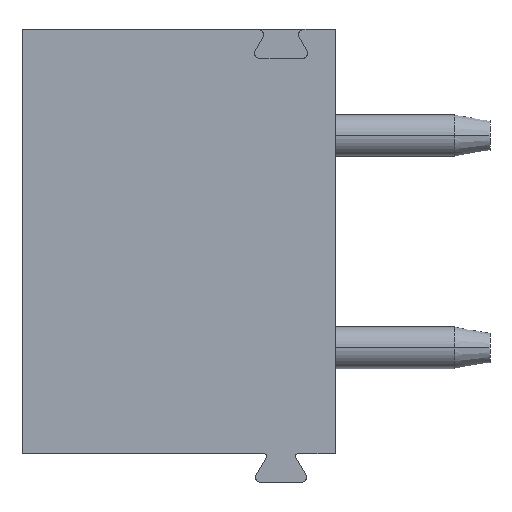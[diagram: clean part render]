
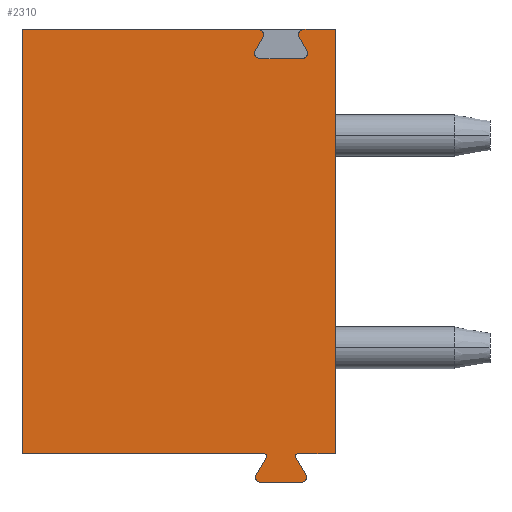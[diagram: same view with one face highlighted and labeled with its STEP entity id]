
A CAD part, front view. The second image highlights one B-rep face of the part: STEP entity #2310.
In plain terms, the highlighted planar face has unit normal (0, -1, 0).
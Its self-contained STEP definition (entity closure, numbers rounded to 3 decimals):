
#21=DIRECTION('',(1.,0.,0.));
#22=VECTOR('',#21,5.652);
#23=CARTESIAN_POINT('',(-3.75,-5.,7.62));
#24=LINE('',#23,#22);
#49=DIRECTION('',(1.,0.,0.));
#50=VECTOR('',#49,0.752);
#51=CARTESIAN_POINT('',(2.998,-5.,7.62));
#52=LINE('',#51,#50);
#93=CARTESIAN_POINT('',(1.902,-5.,7.491));
#94=DIRECTION('',(0.,-1.,0.));
#95=DIRECTION('',(0.866,0.,-0.5));
#96=AXIS2_PLACEMENT_3D('',#93,#94,#95);
#98=DIRECTION('',(-0.5,0.,-0.866));
#99=VECTOR('',#98,0.362);
#100=CARTESIAN_POINT('',(2.013,-5.,7.427));
#101=LINE('',#100,#99);
#102=CARTESIAN_POINT('',(1.944,-5.,7.049));
#103=DIRECTION('',(0.,-1.,0.));
#104=DIRECTION('',(-0.866,0.,0.5));
#105=AXIS2_PLACEMENT_3D('',#102,#103,#104);
#107=DIRECTION('',(1.,0.,0.));
#108=VECTOR('',#107,1.012);
#109=CARTESIAN_POINT('',(1.944,-5.,6.92));
#110=LINE('',#109,#108);
#111=CARTESIAN_POINT('',(2.956,-5.,7.049));
#112=DIRECTION('',(0.,-1.,0.));
#113=DIRECTION('',(0.,0.,-1.));
#114=AXIS2_PLACEMENT_3D('',#111,#112,#113);
#116=DIRECTION('',(-0.5,0.,0.866));
#117=VECTOR('',#116,0.362);
#118=CARTESIAN_POINT('',(3.067,-5.,7.113));
#119=LINE('',#118,#117);
#120=CARTESIAN_POINT('',(2.998,-5.,7.491));
#121=DIRECTION('',(0.,-1.,0.));
#122=DIRECTION('',(0.,0.,1.));
#123=AXIS2_PLACEMENT_3D('',#120,#121,#122);
#125=CARTESIAN_POINT('',(2.844,-5.,-2.59));
#126=DIRECTION('',(0.,1.,0.));
#127=DIRECTION('',(-0.866,0.,-0.5));
#128=AXIS2_PLACEMENT_3D('',#125,#126,#127);
#130=DIRECTION('',(-0.5,0.,0.866));
#131=VECTOR('',#130,0.481);
#132=CARTESIAN_POINT('',(3.041,-5.,-3.032));
#133=LINE('',#132,#131);
#134=CARTESIAN_POINT('',(2.93,-5.,-3.096));
#135=DIRECTION('',(0.,-1.,0.));
#136=DIRECTION('',(0.,0.,-1.));
#137=AXIS2_PLACEMENT_3D('',#134,#135,#136);
#139=DIRECTION('',(1.,0.,0.));
#140=VECTOR('',#139,0.96);
#141=CARTESIAN_POINT('',(1.97,-5.,-3.225));
#142=LINE('',#141,#140);
#143=CARTESIAN_POINT('',(1.97,-5.,-3.096));
#144=DIRECTION('',(0.,-1.,0.));
#145=DIRECTION('',(-0.866,0.,0.5));
#146=AXIS2_PLACEMENT_3D('',#143,#144,#145);
#148=DIRECTION('',(-0.5,0.,-0.866));
#149=VECTOR('',#148,0.481);
#150=CARTESIAN_POINT('',(2.099,-5.,-2.615));
#151=LINE('',#150,#149);
#152=CARTESIAN_POINT('',(2.056,-5.,-2.59));
#153=DIRECTION('',(0.,1.,0.));
#154=DIRECTION('',(0.,0.,1.));
#155=AXIS2_PLACEMENT_3D('',#152,#153,#154);
#157=DIRECTION('',(0.,0.,-1.));
#158=VECTOR('',#157,10.16);
#159=CARTESIAN_POINT('',(-3.75,-5.,7.62));
#160=LINE('',#159,#158);
#181=DIRECTION('',(0.,0.,-1.));
#182=VECTOR('',#181,10.16);
#183=CARTESIAN_POINT('',(3.75,-5.,7.62));
#184=LINE('',#183,#182);
#911=DIRECTION('',(1.,0.,0.));
#912=VECTOR('',#911,0.906);
#913=CARTESIAN_POINT('',(2.844,-5.,-2.54));
#914=LINE('',#913,#912);
#939=DIRECTION('',(1.,0.,0.));
#940=VECTOR('',#939,5.806);
#941=CARTESIAN_POINT('',(-3.75,-5.,-2.54));
#942=LINE('',#941,#940);
#1757=CARTESIAN_POINT('',(-3.75,-5.,7.62));
#1758=VERTEX_POINT('',#1757);
#1759=CARTESIAN_POINT('',(3.75,-5.,7.62));
#1761=VERTEX_POINT('',#1759);
#1771=CARTESIAN_POINT('',(-3.75,-5.,-2.54));
#1772=VERTEX_POINT('',#1771);
#1773=CARTESIAN_POINT('',(3.75,-5.,-2.54));
#1775=VERTEX_POINT('',#1773);
#1779=CARTESIAN_POINT('',(3.041,-5.,
-3.032));
#1780=CARTESIAN_POINT('',(2.801,-5.,
-2.615));
#1781=VERTEX_POINT('',#1779);
#1782=VERTEX_POINT('',#1780);
#1783=CARTESIAN_POINT('',(2.099,-5.,
-2.615));
#1784=CARTESIAN_POINT('',(1.859,-5.,
-3.032));
#1785=VERTEX_POINT('',#1783);
#1786=VERTEX_POINT('',#1784);
#1787=CARTESIAN_POINT('',(1.97,-5.,
-3.225));
#1788=VERTEX_POINT('',#1787);
#1789=CARTESIAN_POINT('',(2.93,-5.,
-3.225));
#1790=VERTEX_POINT('',#1789);
#1807=CARTESIAN_POINT('',(2.844,-5.,-2.54));
#1808=VERTEX_POINT('',#1807);
#1809=CARTESIAN_POINT('',(2.056,-5.,-2.54));
#1810=VERTEX_POINT('',#1809);
#1827=CARTESIAN_POINT('',(1.902,-5.,7.62));
#1828=VERTEX_POINT('',#1827);
#1829=CARTESIAN_POINT('',(2.998,-5.,7.62));
#1830=VERTEX_POINT('',#1829);
#1831=CARTESIAN_POINT('',(2.013,-5.,7.427));
#1832=VERTEX_POINT('',#1831);
#1833=CARTESIAN_POINT('',(1.833,-5.,7.113));
#1834=VERTEX_POINT('',#1833);
#1835=CARTESIAN_POINT('',(1.944,-5.,6.92));
#1836=VERTEX_POINT('',#1835);
#1837=CARTESIAN_POINT('',(2.956,-5.,6.92));
#1838=VERTEX_POINT('',#1837);
#1839=CARTESIAN_POINT('',(3.067,-5.,7.113));
#1840=VERTEX_POINT('',#1839);
#1841=CARTESIAN_POINT('',(2.887,-5.,7.427));
#1842=VERTEX_POINT('',#1841);
#2266=CARTESIAN_POINT('',(-3.75,-5.,7.62));
#2267=DIRECTION('',(0.,-1.,0.));
#2268=DIRECTION('',(1.,0.,0.));
#2269=AXIS2_PLACEMENT_3D('',#2266,#2267,#2268);
#2270=PLANE('',#2269);
#2272=ORIENTED_EDGE('',*,*,#2271,.F.);
#2274=ORIENTED_EDGE('',*,*,#2273,.T.);
#2276=ORIENTED_EDGE('',*,*,#2275,.T.);
#2278=ORIENTED_EDGE('',*,*,#2277,.T.);
#2280=ORIENTED_EDGE('',*,*,#2279,.T.);
#2282=ORIENTED_EDGE('',*,*,#2281,.T.);
#2283=ORIENTED_EDGE('',*,*,#2258,.F.);
#2284=ORIENTED_EDGE('',*,*,#2222,.T.);
#2286=ORIENTED_EDGE('',*,*,#2285,.T.);
#2288=ORIENTED_EDGE('',*,*,#2287,.F.);
#2290=ORIENTED_EDGE('',*,*,#2289,.F.);
#2292=ORIENTED_EDGE('',*,*,#2291,.F.);
#2294=ORIENTED_EDGE('',*,*,#2293,.F.);
#2296=ORIENTED_EDGE('',*,*,#2295,.F.);
#2298=ORIENTED_EDGE('',*,*,#2297,.F.);
#2300=ORIENTED_EDGE('',*,*,#2299,.F.);
#2302=ORIENTED_EDGE('',*,*,#2301,.F.);
#2304=ORIENTED_EDGE('',*,*,#2303,.F.);
#2306=ORIENTED_EDGE('',*,*,#2305,.F.);
#2307=ORIENTED_EDGE('',*,*,#2208,.T.);
#2308=EDGE_LOOP('',(#2272,#2274,#2276,#2278,#2280,#2282,#2283,#2284,#2286,#2288,
#2290,#2292,#2294,#2296,#2298,#2300,#2302,#2304,#2306,#2307));
#2309=FACE_OUTER_BOUND('',#2308,.F.);
#97=CIRCLE('',#96,0.129);
#106=CIRCLE('',#105,0.129);
#115=CIRCLE('',#114,0.129);
#124=CIRCLE('',#123,0.129);
#129=CIRCLE('',#128,0.05);
#138=CIRCLE('',#137,0.129);
#147=CIRCLE('',#146,0.129);
#156=CIRCLE('',#155,0.05);
#2208=EDGE_CURVE('',#1758,#1828,#24,.T.);
#2222=EDGE_CURVE('',#1830,#1761,#52,.T.);
#2258=EDGE_CURVE('',#1830,#1842,#124,.T.);
#2271=EDGE_CURVE('',#1832,#1828,#97,.T.);
#2273=EDGE_CURVE('',#1832,#1834,#101,.T.);
#2275=EDGE_CURVE('',#1834,#1836,#106,.T.);
#2277=EDGE_CURVE('',#1836,#1838,#110,.T.);
#2279=EDGE_CURVE('',#1838,#1840,#115,.T.);
#2281=EDGE_CURVE('',#1840,#1842,#119,.T.);
#2285=EDGE_CURVE('',#1761,#1775,#184,.T.);
#2287=EDGE_CURVE('',#1808,#1775,#914,.T.);
#2289=EDGE_CURVE('',#1782,#1808,#129,.T.);
#2291=EDGE_CURVE('',#1781,#1782,#133,.T.);
#2293=EDGE_CURVE('',#1790,#1781,#138,.T.);
#2295=EDGE_CURVE('',#1788,#1790,#142,.T.);
#2297=EDGE_CURVE('',#1786,#1788,#147,.T.);
#2299=EDGE_CURVE('',#1785,#1786,#151,.T.);
#2301=EDGE_CURVE('',#1810,#1785,#156,.T.);
#2303=EDGE_CURVE('',#1772,#1810,#942,.T.);
#2305=EDGE_CURVE('',#1758,#1772,#160,.T.);
#2310=ADVANCED_FACE('',(#2309),#2270,.T.);
